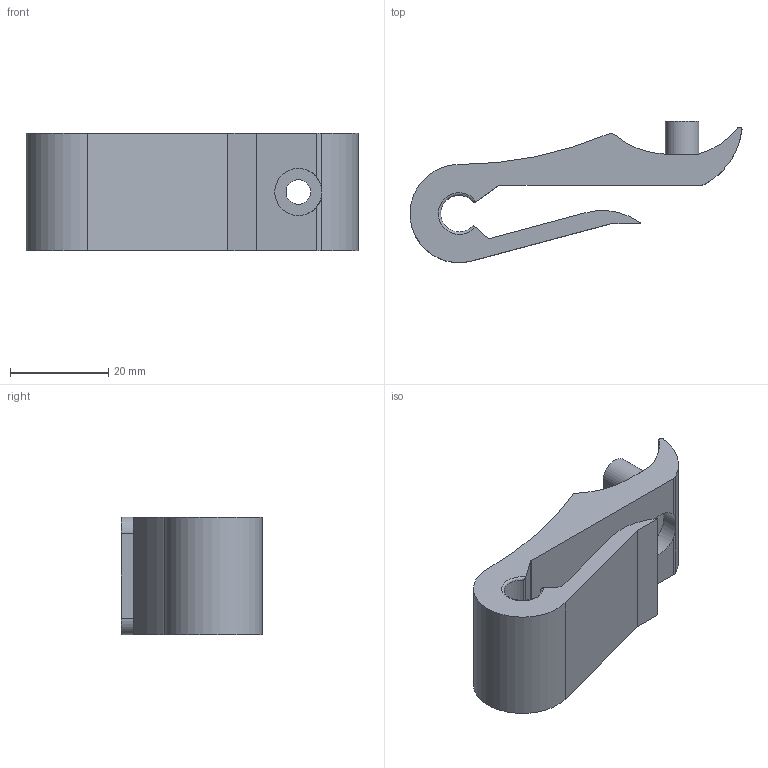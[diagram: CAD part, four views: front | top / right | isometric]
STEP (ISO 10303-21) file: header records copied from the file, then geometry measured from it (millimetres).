
FILE_DESCRIPTION(/* description */ (''),/* implementation_level */ '2;1');
FILE_NAME(/* name */ 'Fahrradtasche_Clip.step',/* time_stamp */ '2019-01-03T17:28:55+01:00',/* author */ (''),/* organization */ (''),/* preprocessor_version */ 'ST-DEVELOPER v17.2',/* originating_system */ 'Autodesk Translation Framework v7.6.0.251',/* authorisation */ '');
FILE_SCHEMA (('AUTOMOTIVE_DESIGN { 1 0 10303 214 3 1 1 }'));
Length unit declared in the file: millimetre
Products named in the file (1): Fahrradtasche
Bounding box: 67.59 x 28.77 x 24 mm (x, y, z)
Volume: 16309.4 mm3; surface area: 7873.3 mm2
Topology: 1 solids, 1 shells, 38 faces, 102 edges, 67 vertices
Faces by surface type: cylinder 20, plane 17, torus 1
Full cylindrical faces by diameter (mm): 5 x1, 6.6 x1, 9.6 x1
Entity records: 1263 total; most frequent: CARTESIAN_POINT 234, DIRECTION 222, ORIENTED_EDGE 204, EDGE_CURVE 102, AXIS2_PLACEMENT_3D 85, VERTEX_POINT 67, LINE 52, VECTOR 52
